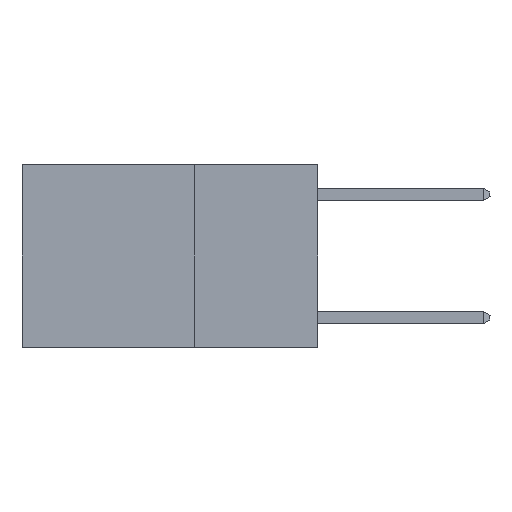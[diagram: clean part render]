
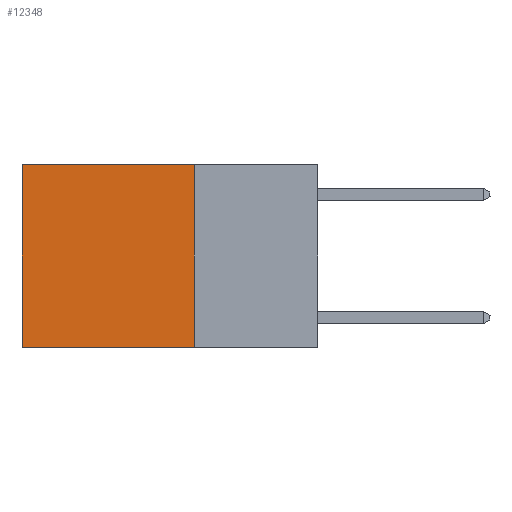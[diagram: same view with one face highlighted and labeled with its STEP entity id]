
A CAD part, left-side view. The second image highlights one B-rep face of the part: STEP entity #12348.
In plain terms, the highlighted planar face has unit normal (-1, 0, 0).
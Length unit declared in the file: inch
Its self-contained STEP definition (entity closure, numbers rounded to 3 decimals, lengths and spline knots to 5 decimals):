
#2097 = VECTOR ( 'NONE', #19980, 39.37008 ) ;
#4824 = DIRECTION ( 'NONE',  ( 0., 0., -1. ) ) ;
#4851 = LINE ( 'NONE', #5915, #21741 ) ;
#5889 = AXIS2_PLACEMENT_3D ( 'NONE', #12581, #15446, #7796 ) ;
#5915 = CARTESIAN_POINT ( 'NONE',  ( 0.2625, 0.6, 0. ) ) ;
#6887 = LINE ( 'NONE', #24110, #11846 ) ;
#7052 = VERTEX_POINT ( 'NONE', #15657 ) ;
#7646 = CARTESIAN_POINT ( 'NONE',  ( 0.2625, 0.6, 0. ) ) ;
#7796 = DIRECTION ( 'NONE',  ( 0., 0., -1. ) ) ;
#9414 = VERTEX_POINT ( 'NONE', #20559 ) ;
#11846 = VECTOR ( 'NONE', #21866, 39.37008 ) ;
#12322 = LINE ( 'NONE', #22373, #2097 ) ;
#12348 = ADVANCED_FACE ( 'NONE', ( #22153 ), #14978, .F. ) ;
#12474 = CARTESIAN_POINT ( 'NONE',  ( 0.2625, 0.25, 0. ) ) ;
#12581 = CARTESIAN_POINT ( 'NONE',  ( 0.2625, 0.25, 0. ) ) ;
#12720 = ORIENTED_EDGE ( 'NONE', *, *, #20322, .F. ) ;
#13291 = EDGE_CURVE ( 'NONE', #13703, #18319, #4851, .T. ) ;
#13703 = VERTEX_POINT ( 'NONE', #7646 ) ;
#14978 = PLANE ( 'NONE',  #5889 ) ;
#15446 = DIRECTION ( 'NONE',  ( 1., 0., 0. ) ) ;
#15657 = CARTESIAN_POINT ( 'NONE',  ( 0.2625, 0.25, -0.37 ) ) ;
#16124 = ORIENTED_EDGE ( 'NONE', *, *, #22494, .T. ) ;
#18319 = VERTEX_POINT ( 'NONE', #28943 ) ;
#19394 = VECTOR ( 'NONE', #4824, 39.37008 ) ;
#19980 = DIRECTION ( 'NONE',  ( 0., 1., 0. ) ) ;
#20322 = EDGE_CURVE ( 'NONE', #9414, #7052, #22210, .T. ) ;
#20559 = CARTESIAN_POINT ( 'NONE',  ( 0.2625, 0.25, 0. ) ) ;
#20780 = EDGE_CURVE ( 'NONE', #7052, #18319, #12322, .T. ) ;
#21741 = VECTOR ( 'NONE', #29094, 39.37008 ) ;
#21866 = DIRECTION ( 'NONE',  ( 0., 1., 0. ) ) ;
#22153 = FACE_OUTER_BOUND ( 'NONE', #26823, .T. ) ;
#22210 = LINE ( 'NONE', #12474, #19394 ) ;
#22373 = CARTESIAN_POINT ( 'NONE',  ( 0.2625, 0.25, -0.37 ) ) ;
#22494 = EDGE_CURVE ( 'NONE', #9414, #13703, #6887, .T. ) ;
#24110 = CARTESIAN_POINT ( 'NONE',  ( 0.2625, 0.25, 0. ) ) ;
#25648 = ORIENTED_EDGE ( 'NONE', *, *, #13291, .T. ) ;
#26823 = EDGE_LOOP ( 'NONE', ( #25648, #31069, #12720, #16124 ) ) ;
#28943 = CARTESIAN_POINT ( 'NONE',  ( 0.2625, 0.6, -0.37 ) ) ;
#29094 = DIRECTION ( 'NONE',  ( 0., 0., -1. ) ) ;
#31069 = ORIENTED_EDGE ( 'NONE', *, *, #20780, .F. ) ;
